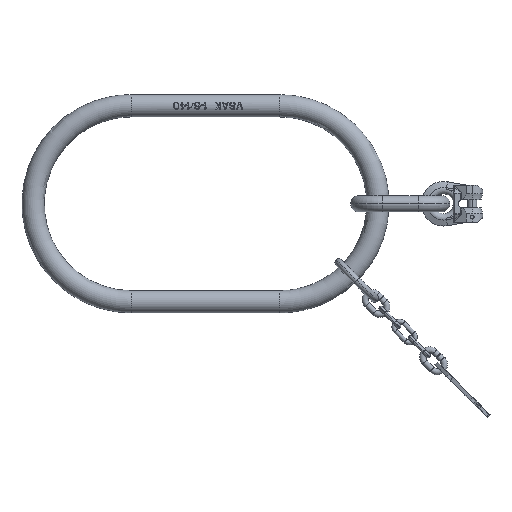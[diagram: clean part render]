
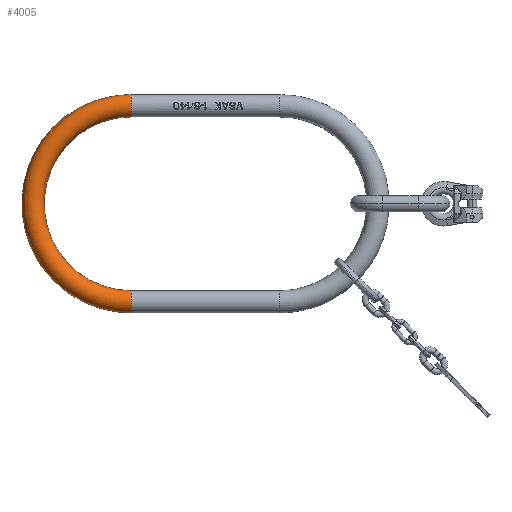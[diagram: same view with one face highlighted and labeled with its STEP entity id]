
A CAD part, top view. The second image highlights one B-rep face of the part: STEP entity #4005.
In plain terms, the highlighted toroidal (fillet/blend) face has major radius 79 mm and minor radius 9 mm.
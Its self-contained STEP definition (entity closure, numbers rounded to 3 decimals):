
#58=CARTESIAN_POINT('',(190.,-79.,0.));
#59=DIRECTION('',(-1.,0.,0.));
#60=DIRECTION('',(0.,-1.,0.));
#61=AXIS2_PLACEMENT_3D('',#58,#59,#60);
#173=CARTESIAN_POINT('',(190.,79.,0.));
#174=DIRECTION('',(1.,0.,0.));
#175=DIRECTION('',(0.,1.,0.));
#176=AXIS2_PLACEMENT_3D('',#173,#174,#175);
#178=CARTESIAN_POINT('',(190.,88.,0.));
#179=CARTESIAN_POINT('',(192.425,88.,0.));
#180=CARTESIAN_POINT('',(197.275,87.799,0.));
#181=CARTESIAN_POINT('',(204.501,86.899,0.));
#182=CARTESIAN_POINT('',(211.627,85.404,0.));
#183=CARTESIAN_POINT('',(218.606,83.327,0.));
#184=CARTESIAN_POINT('',(225.389,80.68,0.));
#185=CARTESIAN_POINT('',(231.931,77.482,0.));
#186=CARTESIAN_POINT('',(238.186,73.755,0.));
#187=CARTESIAN_POINT('',(244.112,69.524,0.));
#188=CARTESIAN_POINT('',(249.669,64.817,0.));
#189=CARTESIAN_POINT('',(254.817,59.669,0.));
#190=CARTESIAN_POINT('',(259.524,54.112,0.));
#191=CARTESIAN_POINT('',(263.755,48.186,0.));
#192=CARTESIAN_POINT('',(267.482,41.931,0.));
#193=CARTESIAN_POINT('',(270.68,35.389,0.));
#194=CARTESIAN_POINT('',(273.327,28.606,0.));
#195=CARTESIAN_POINT('',(275.404,21.627,0.));
#196=CARTESIAN_POINT('',(276.899,14.501,0.));
#197=CARTESIAN_POINT('',(277.799,7.275,0.));
#198=CARTESIAN_POINT('',(278.1,0.,0.));
#199=CARTESIAN_POINT('',(277.799,-7.275,0.));
#200=CARTESIAN_POINT('',(276.899,-14.501,0.));
#201=CARTESIAN_POINT('',(275.404,-21.627,0.));
#202=CARTESIAN_POINT('',(273.327,-28.606,0.));
#203=CARTESIAN_POINT('',(270.68,-35.389,0.));
#204=CARTESIAN_POINT('',(267.482,-41.931,0.));
#205=CARTESIAN_POINT('',(263.755,-48.186,0.));
#206=CARTESIAN_POINT('',(259.524,-54.112,0.));
#207=CARTESIAN_POINT('',(254.817,-59.669,0.));
#208=CARTESIAN_POINT('',(249.669,-64.817,0.));
#209=CARTESIAN_POINT('',(244.112,-69.524,0.));
#210=CARTESIAN_POINT('',(238.186,-73.755,0.));
#211=CARTESIAN_POINT('',(231.931,-77.482,0.));
#212=CARTESIAN_POINT('',(225.389,-80.68,0.));
#213=CARTESIAN_POINT('',(218.606,-83.327,0.));
#214=CARTESIAN_POINT('',(211.627,-85.404,0.));
#215=CARTESIAN_POINT('',(204.501,-86.899,0.));
#216=CARTESIAN_POINT('',(197.275,-87.799,0.));
#217=CARTESIAN_POINT('',(192.425,-88.,0.));
#218=CARTESIAN_POINT('',(190.,-88.,0.));
#225=CARTESIAN_POINT('',(190.,70.,0.));
#226=CARTESIAN_POINT('',(192.036,70.,0.));
#227=CARTESIAN_POINT('',(196.109,69.822,0.));
#228=CARTESIAN_POINT('',(202.171,69.024,0.));
#229=CARTESIAN_POINT('',(208.14,67.701,0.));
#230=CARTESIAN_POINT('',(213.972,65.862,0.));
#231=CARTESIAN_POINT('',(219.621,63.522,0.));
#232=CARTESIAN_POINT('',(225.044,60.699,0.));
#233=CARTESIAN_POINT('',(230.201,57.413,0.));
#234=CARTESIAN_POINT('',(235.052,53.691,0.));
#235=CARTESIAN_POINT('',(239.56,49.56,0.));
#236=CARTESIAN_POINT('',(243.691,45.052,0.));
#237=CARTESIAN_POINT('',(247.413,40.201,0.));
#238=CARTESIAN_POINT('',(250.699,35.044,0.));
#239=CARTESIAN_POINT('',(253.522,29.621,0.));
#240=CARTESIAN_POINT('',(255.862,23.972,0.));
#241=CARTESIAN_POINT('',(257.701,18.14,0.));
#242=CARTESIAN_POINT('',(259.024,12.171,0.));
#243=CARTESIAN_POINT('',(259.822,6.109,0.));
#244=CARTESIAN_POINT('',(260.089,0.,0.));
#245=CARTESIAN_POINT('',(259.822,-6.109,0.));
#246=CARTESIAN_POINT('',(259.024,-12.171,0.));
#247=CARTESIAN_POINT('',(257.701,-18.14,0.));
#248=CARTESIAN_POINT('',(255.862,-23.972,0.));
#249=CARTESIAN_POINT('',(253.522,-29.621,0.));
#250=CARTESIAN_POINT('',(250.699,-35.044,0.));
#251=CARTESIAN_POINT('',(247.413,-40.201,0.));
#252=CARTESIAN_POINT('',(243.691,-45.052,0.));
#253=CARTESIAN_POINT('',(239.56,-49.56,0.));
#254=CARTESIAN_POINT('',(235.052,-53.691,0.));
#255=CARTESIAN_POINT('',(230.201,-57.413,0.));
#256=CARTESIAN_POINT('',(225.044,-60.699,0.));
#257=CARTESIAN_POINT('',(219.621,-63.522,0.));
#258=CARTESIAN_POINT('',(213.972,-65.862,0.));
#259=CARTESIAN_POINT('',(208.14,-67.701,0.));
#260=CARTESIAN_POINT('',(202.171,-69.024,0.));
#261=CARTESIAN_POINT('',(196.109,-69.822,0.));
#262=CARTESIAN_POINT('',(192.036,-70.,0.));
#263=CARTESIAN_POINT('',(190.,-70.,0.));
#2873=CARTESIAN_POINT('',(190.,88.,0.));
#2874=CARTESIAN_POINT('',(190.,70.,0.));
#2875=VERTEX_POINT('',#2873);
#2876=VERTEX_POINT('',#2874);
#2877=CARTESIAN_POINT('',(190.,-88.,0.));
#2878=CARTESIAN_POINT('',(190.,-70.,0.));
#2879=VERTEX_POINT('',#2877);
#2880=VERTEX_POINT('',#2878);
#3992=CARTESIAN_POINT('',(190.,0.,0.));
#3993=DIRECTION('',(0.,0.,-1.));
#3994=DIRECTION('',(0.,-1.,0.));
#3995=AXIS2_PLACEMENT_3D('',#3992,#3993,#3994);
#3996=TOROIDAL_SURFACE('',#3995,79.,9.);
#3997=ORIENTED_EDGE('',*,*,#3569,.F.);
#3999=ORIENTED_EDGE('',*,*,#3998,.T.);
#4000=ORIENTED_EDGE('',*,*,#3596,.T.);
#4002=ORIENTED_EDGE('',*,*,#4001,.F.);
#4003=EDGE_LOOP('',(#3997,#3999,#4000,#4002));
#4004=FACE_OUTER_BOUND('',#4003,.F.);
#4005=ADVANCED_FACE('',(#4004),#3996,.T.);
#62=CIRCLE('',#61,9.);
#177=CIRCLE('',#176,9.);
#219=B_SPLINE_CURVE_WITH_KNOTS('',3,(#178,#179,#180,#181,#182,#183,#184,#185,
#186,#187,#188,#189,#190,#191,#192,#193,#194,#195,#196,#197,#198,#199,#200,#201,
#202,#203,#204,#205,#206,#207,#208,#209,#210,#211,#212,#213,#214,#215,#216,#217,
#218),.UNSPECIFIED.,.F.,.F.,(4,1,1,1,1,1,1,1,1,1,1,1,1,1,1,1,1,1,1,1,1,1,1,1,1,
1,1,1,1,1,1,1,1,1,1,1,1,1,4),(0.,0.026,0.053,
0.079,0.105,0.132,0.158,
0.184,0.211,0.237,0.263,
0.289,0.316,0.342,0.368,
0.395,0.421,0.447,0.474,0.5,
0.526,0.553,0.579,0.605,
0.632,0.658,0.684,0.711,
0.737,0.763,0.789,0.816,
0.842,0.868,0.895,0.921,
0.947,0.974,1.),.UNSPECIFIED.);
#264=B_SPLINE_CURVE_WITH_KNOTS('',3,(#225,#226,#227,#228,#229,#230,#231,#232,
#233,#234,#235,#236,#237,#238,#239,#240,#241,#242,#243,#244,#245,#246,#247,#248,
#249,#250,#251,#252,#253,#254,#255,#256,#257,#258,#259,#260,#261,#262,#263),
.UNSPECIFIED.,.F.,.F.,(4,1,1,1,1,1,1,1,1,1,1,1,1,1,1,1,1,1,1,1,1,1,1,1,1,1,1,1,
1,1,1,1,1,1,1,1,4),(0.,0.028,0.056,0.083,
0.111,0.139,0.167,0.194,
0.222,0.25,0.278,0.306,0.333,
0.361,0.389,0.417,0.444,
0.472,0.5,0.528,0.556,0.583,
0.611,0.639,0.667,0.694,
0.722,0.75,0.778,0.806,0.833,
0.861,0.889,0.917,0.944,
0.972,1.),.UNSPECIFIED.);
#3569=EDGE_CURVE('',#2875,#2876,#177,.T.);
#3596=EDGE_CURVE('',#2879,#2880,#62,.T.);
#3998=EDGE_CURVE('',#2875,#2879,#219,.T.);
#4001=EDGE_CURVE('',#2876,#2880,#264,.T.);
